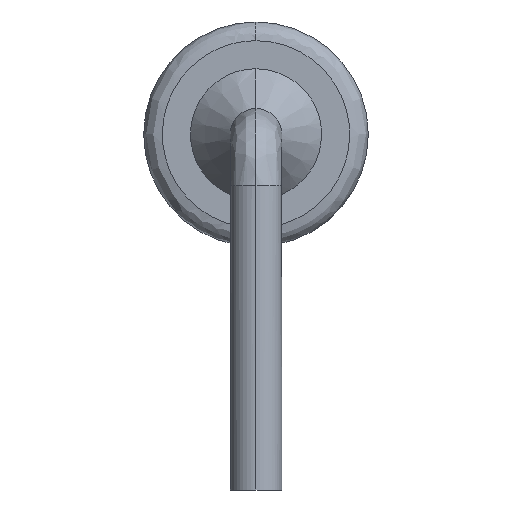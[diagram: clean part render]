
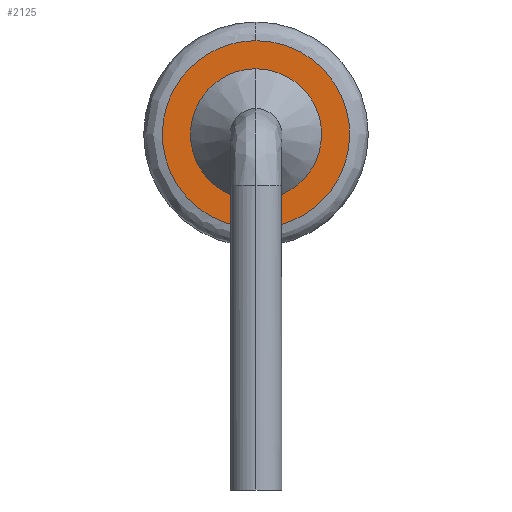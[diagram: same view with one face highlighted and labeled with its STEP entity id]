
A CAD part, left-side view. The second image highlights one B-rep face of the part: STEP entity #2125.
In plain terms, the highlighted planar face has unit normal (-1, 0, 0).
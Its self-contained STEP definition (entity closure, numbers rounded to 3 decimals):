
#12 = CARTESIAN_POINT ( 'NONE',  ( -2.65, 0.684, 1.025 ) ) ;
#20 = CARTESIAN_POINT ( 'NONE',  ( -2.65, 0.278, 1.843 ) ) ;
#29 = CARTESIAN_POINT ( 'NONE',  ( -2.65, -0.684, 1.375 ) ) ;
#40 = CARTESIAN_POINT ( 'NONE',  ( -2.65, -0.278, 0.557 ) ) ;
#95 =( BOUNDED_CURVE ( )  B_SPLINE_CURVE ( 3, ( #486, #1975, #109, #1408 ),
 .UNSPECIFIED., .F., .T. ) 
 B_SPLINE_CURVE_WITH_KNOTS ( ( 4, 4 ),
 ( 0., 0.5 ),
 .UNSPECIFIED. ) 
 CURVE ( )  GEOMETRIC_REPRESENTATION_ITEM ( )  RATIONAL_B_SPLINE_CURVE ( ( 1., 0.333, 0.333, 1. ) ) 
 REPRESENTATION_ITEM ( '' )  );
#109 = CARTESIAN_POINT ( 'NONE',  ( -2.65, -2., 0.2 ) ) ;
#184 = CARTESIAN_POINT ( 'NONE',  ( -2.65, 0.11, 0.506 ) ) ;
#191 = CARTESIAN_POINT ( 'NONE',  ( -2.65, 0.7, 1.244 ) ) ;
#203 = CARTESIAN_POINT ( 'NONE',  ( -2.65, 0.089, 1.9 ) ) ;
#211 = CARTESIAN_POINT ( 'NONE',  ( -2.65, -0.7, 1.156 ) ) ;
#221 = CARTESIAN_POINT ( 'NONE',  ( -2.65, -0.089, 0.5 ) ) ;
#237 = CARTESIAN_POINT ( 'NONE',  ( -2.65, 0., 0.5 ) ) ;
#377 = CARTESIAN_POINT ( 'NONE',  ( -2.65, 0.216, 0.534 ) ) ;
#383 = CARTESIAN_POINT ( 'NONE',  ( -2.65, 0.679, 1.374 ) ) ;
#390 = CARTESIAN_POINT ( 'NONE',  ( -2.65, -0.216, 1.866 ) ) ;
#401 = CARTESIAN_POINT ( 'NONE',  ( -2.65, -0.679, 1.026 ) ) ;
#475 = VERTEX_POINT ( 'NONE', #1427 ) ;
#486 = CARTESIAN_POINT ( 'NONE',  ( -2.65, 0., 2.2 ) ) ;
#571 = CARTESIAN_POINT ( 'NONE',  ( -2.65, 0.347, 0.585 ) ) ;
#578 = CARTESIAN_POINT ( 'NONE',  ( -2.65, 0.66, 1.435 ) ) ;
#585 = EDGE_CURVE ( 'NONE', #475, #1097, #1141, .T. ) ;
#587 = CARTESIAN_POINT ( 'NONE',  ( -2.65, -0.347, 1.815 ) ) ;
#593 = CARTESIAN_POINT ( 'NONE',  ( -2.65, -0.66, 0.965 ) ) ;
#703 = CARTESIAN_POINT ( 'NONE',  ( -2.65, -0.11, 1.894 ) ) ;
#719 = FACE_BOUND ( 'NONE', #1959, .T. ) ;
#759 = CARTESIAN_POINT ( 'NONE',  ( -2.65, 0.529, 0.739 ) ) ;
#763 = CARTESIAN_POINT ( 'NONE',  ( -2.65, 0.563, 1.627 ) ) ;
#769 = CARTESIAN_POINT ( 'NONE',  ( -2.65, -0.529, 1.661 ) ) ;
#773 = FACE_OUTER_BOUND ( 'NONE', #787, .T. ) ;
#779 = CARTESIAN_POINT ( 'NONE',  ( -2.65, -0.563, 0.773 ) ) ;
#787 = EDGE_LOOP ( 'NONE', ( #2000, #1928 ) ) ;
#909 = ORIENTED_EDGE ( 'NONE', *, *, #585, .T. ) ;
#942 = CARTESIAN_POINT ( 'NONE',  ( -2.65, 0.61, 0.856 ) ) ;
#943 = DIRECTION ( 'NONE',  ( -1., 0., 0. ) ) ;
#949 = CARTESIAN_POINT ( 'NONE',  ( -2.65, 0.406, 1.774 ) ) ;
#957 = CARTESIAN_POINT ( 'NONE',  ( -2.65, -0.61, 1.544 ) ) ;
#968 = CARTESIAN_POINT ( 'NONE',  ( -2.65, -0.406, 0.626 ) ) ;
#992 = CARTESIAN_POINT ( 'NONE',  ( -2.65, 2., 2.2 ) ) ;
#1097 = VERTEX_POINT ( 'NONE', #237 ) ;
#1124 = PLANE ( 'NONE',  #2096 ) ;
#1129 = CARTESIAN_POINT ( 'NONE',  ( -2.65, 0.643, 0.922 ) ) ;
#1134 = CARTESIAN_POINT ( 'NONE',  ( -2.65, 0.302, 1.832 ) ) ;
#1141 = B_SPLINE_CURVE_WITH_KNOTS ( 'NONE', 3,
 ( #1906, #2093, #703, #1508, #390, #1699, #587, #1886, #769, #2078, #957, #2268, #1142, #29, #1317, #211, #1514, #401, #1708, #593, #1898, #779, #2086, #968, #2278, #1152, #40, #1326, #221, #1524 ),
 .UNSPECIFIED., .F., .F.,
 ( 4, 1, 2, 2, 2, 1, 2, 2, 2, 1, 2, 2, 2, 1, 2, 2, 4 ),
 ( 0., 0.031, 0.047, 0.063, 0.125, 0.156, 0.172, 0.187, 0.25, 0.281, 0.297, 0.312, 0.375, 0.406, 0.422, 0.437, 0.5 ),
 .UNSPECIFIED. ) ;
#1142 = CARTESIAN_POINT ( 'NONE',  ( -2.65, -0.643, 1.478 ) ) ;
#1152 = CARTESIAN_POINT ( 'NONE',  ( -2.65, -0.302, 0.568 ) ) ;
#1161 = VERTEX_POINT ( 'NONE', #2243 ) ;
#1300 = CARTESIAN_POINT ( 'NONE',  ( -2.65, 0.7, 1.111 ) ) ;
#1308 = CARTESIAN_POINT ( 'NONE',  ( -2.65, 0.175, 1.884 ) ) ;
#1317 = CARTESIAN_POINT ( 'NONE',  ( -2.65, -0.7, 1.289 ) ) ;
#1326 = CARTESIAN_POINT ( 'NONE',  ( -2.65, -0.175, 0.516 ) ) ;
#1408 = CARTESIAN_POINT ( 'NONE',  ( -2.65, 0., 0.2 ) ) ;
#1427 = CARTESIAN_POINT ( 'NONE',  ( -2.65, 0., 1.9 ) ) ;
#1493 = CARTESIAN_POINT ( 'NONE',  ( -2.65, 0.174, 0.521 ) ) ;
#1501 = CARTESIAN_POINT ( 'NONE',  ( -2.65, 0.694, 1.31 ) ) ;
#1508 = CARTESIAN_POINT ( 'NONE',  ( -2.65, -0.174, 1.878 ) ) ;
#1509 = CARTESIAN_POINT ( 'NONE',  ( -2.65, 0., 1.9 ) ) ;
#1514 = CARTESIAN_POINT ( 'NONE',  ( -2.65, -0.694, 1.09 ) ) ;
#1524 = CARTESIAN_POINT ( 'NONE',  ( -2.65, 0., 0.5 ) ) ;
#1581 =( BOUNDED_CURVE ( )  B_SPLINE_CURVE ( 3, ( #2275, #1730, #992, #2300 ),
 .UNSPECIFIED., .F., .T. ) 
 B_SPLINE_CURVE_WITH_KNOTS ( ( 4, 4 ),
 ( 0.5, 1. ),
 .UNSPECIFIED. ) 
 CURVE ( )  GEOMETRIC_REPRESENTATION_ITEM ( )  RATIONAL_B_SPLINE_CURVE ( ( 1., 0.333, 0.333, 1. ) ) 
 REPRESENTATION_ITEM ( '' )  );
#1668 = EDGE_CURVE ( 'NONE', #1161, #2402, #95, .T. ) ;
#1679 = CARTESIAN_POINT ( 'NONE',  ( -2.65, 0.235, 0.54 ) ) ;
#1689 = CARTESIAN_POINT ( 'NONE',  ( -2.65, 0.666, 1.416 ) ) ;
#1699 = CARTESIAN_POINT ( 'NONE',  ( -2.65, -0.235, 1.86 ) ) ;
#1708 = CARTESIAN_POINT ( 'NONE',  ( -2.65, -0.666, 0.984 ) ) ;
#1730 = CARTESIAN_POINT ( 'NONE',  ( -2.65, 2., 0.2 ) ) ;
#1838 = EDGE_CURVE ( 'NONE', #1097, #475, #2213, .T. ) ;
#1862 = CARTESIAN_POINT ( 'NONE',  ( -2.65, 0., 0.5 ) ) ;
#1872 = CARTESIAN_POINT ( 'NONE',  ( -2.65, 0.427, 0.637 ) ) ;
#1878 = CARTESIAN_POINT ( 'NONE',  ( -2.65, 0.615, 1.547 ) ) ;
#1886 = CARTESIAN_POINT ( 'NONE',  ( -2.65, -0.427, 1.763 ) ) ;
#1898 = CARTESIAN_POINT ( 'NONE',  ( -2.65, -0.615, 0.853 ) ) ;
#1906 = CARTESIAN_POINT ( 'NONE',  ( -2.65, 0., 1.9 ) ) ;
#1928 = ORIENTED_EDGE ( 'NONE', *, *, #2189, .F. ) ;
#1959 = EDGE_LOOP ( 'NONE', ( #2396, #909 ) ) ;
#1975 = CARTESIAN_POINT ( 'NONE',  ( -2.65, -2., 2.2 ) ) ;
#2000 = ORIENTED_EDGE ( 'NONE', *, *, #1668, .F. ) ;
#2053 = CARTESIAN_POINT ( 'NONE',  ( -2.65, 0.044, 0.5 ) ) ;
#2059 = CARTESIAN_POINT ( 'NONE',  ( -2.65, 0.574, 0.794 ) ) ;
#2064 = CARTESIAN_POINT ( 'NONE',  ( -2.65, 0., 2.05 ) ) ;
#2069 = CARTESIAN_POINT ( 'NONE',  ( -2.65, 0.461, 1.729 ) ) ;
#2078 = CARTESIAN_POINT ( 'NONE',  ( -2.65, -0.574, 1.606 ) ) ;
#2086 = CARTESIAN_POINT ( 'NONE',  ( -2.65, -0.461, 0.671 ) ) ;
#2093 = CARTESIAN_POINT ( 'NONE',  ( -2.65, -0.045, 1.9 ) ) ;
#2096 = AXIS2_PLACEMENT_3D ( 'NONE', #2064, #943, #2258 ) ;
#2125 = ADVANCED_FACE ( 'NONE', ( #719, #773 ), #1124, .T. ) ;
#2128 = CARTESIAN_POINT ( 'NONE',  ( -2.65, 0., 0.2 ) ) ;
#2189 = EDGE_CURVE ( 'NONE', #2402, #1161, #1581, .T. ) ;
#2213 = B_SPLINE_CURVE_WITH_KNOTS ( 'NONE', 3,
 ( #1862, #2053, #184, #1493, #377, #1679, #571, #1872, #759, #2059, #942, #2255, #1129, #12, #1300, #191, #1501, #383, #1689, #578, #1878, #763, #2069, #949, #2262, #1134, #20, #1308, #203, #1509 ),
 .UNSPECIFIED., .F., .F.,
 ( 4, 1, 2, 2, 2, 1, 2, 2, 2, 1, 2, 2, 2, 1, 2, 2, 4 ),
 ( 0.5, 0.531, 0.547, 0.563, 0.625, 0.656, 0.672, 0.688, 0.75, 0.781, 0.797, 0.813, 0.875, 0.906, 0.922, 0.938, 1. ),
 .UNSPECIFIED. ) ;
#2243 = CARTESIAN_POINT ( 'NONE',  ( -2.65, 0., 2.2 ) ) ;
#2255 = CARTESIAN_POINT ( 'NONE',  ( -2.65, 0.632, 0.898 ) ) ;
#2258 = DIRECTION ( 'NONE',  ( 0., 0., 1. ) ) ;
#2262 = CARTESIAN_POINT ( 'NONE',  ( -2.65, 0.344, 1.81 ) ) ;
#2268 = CARTESIAN_POINT ( 'NONE',  ( -2.65, -0.632, 1.502 ) ) ;
#2275 = CARTESIAN_POINT ( 'NONE',  ( -2.65, 0., 0.2 ) ) ;
#2278 = CARTESIAN_POINT ( 'NONE',  ( -2.65, -0.344, 0.59 ) ) ;
#2300 = CARTESIAN_POINT ( 'NONE',  ( -2.65, 0., 2.2 ) ) ;
#2396 = ORIENTED_EDGE ( 'NONE', *, *, #1838, .T. ) ;
#2402 = VERTEX_POINT ( 'NONE', #2128 ) ;
